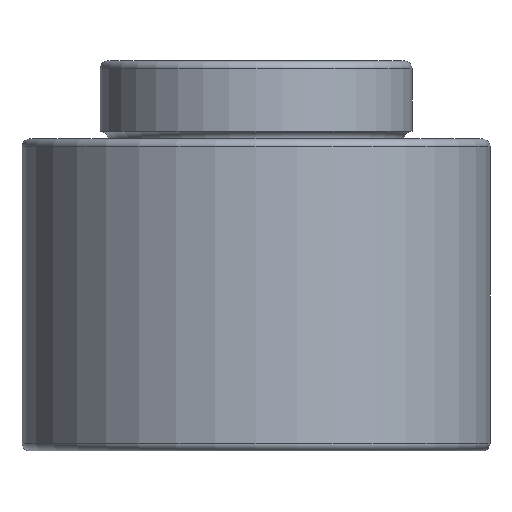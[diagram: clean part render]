
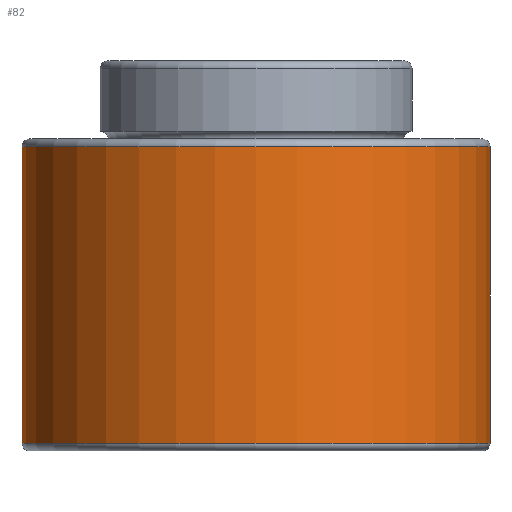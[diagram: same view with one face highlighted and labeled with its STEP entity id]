
A CAD part, front view. The second image highlights one B-rep face of the part: STEP entity #82.
In plain terms, the highlighted cylindrical face has radius 30 mm (diameter 60 mm), a full revolution.
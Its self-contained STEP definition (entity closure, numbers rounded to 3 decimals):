
#82 = ADVANCED_FACE( '', ( #111, #112 ), #113, .T. );
#111 = FACE_OUTER_BOUND( '', #153, .T. );
#112 = FACE_OUTER_BOUND( '', #154, .T. );
#113 = CYLINDRICAL_SURFACE( '', #155, 30. );
#153 = EDGE_LOOP( '', ( #209 ) );
#154 = EDGE_LOOP( '', ( #210 ) );
#155 = AXIS2_PLACEMENT_3D( '', #211, #212, #213 );
#209 = ORIENTED_EDGE( '', *, *, #252, .T. );
#210 = ORIENTED_EDGE( '', *, *, #253, .T. );
#211 = CARTESIAN_POINT( '', ( 0., 0., 40. ) );
#212 = DIRECTION( '', ( 0., 0., 1. ) );
#213 = DIRECTION( '', ( -1., 0., 0. ) );
#252 = EDGE_CURVE( '', #274, #274, #275, .T. );
#253 = EDGE_CURVE( '', #276, #276, #277, .F. );
#274 = VERTEX_POINT( '', #302 );
#275 = CIRCLE( '', #303, 30. );
#276 = VERTEX_POINT( '', #304 );
#277 = CIRCLE( '', #305, 30. );
#302 = CARTESIAN_POINT( '', ( -30., 0., 39. ) );
#303 = AXIS2_PLACEMENT_3D( '', #338, #339, #340 );
#304 = CARTESIAN_POINT( '', ( -30., 0., 1. ) );
#305 = AXIS2_PLACEMENT_3D( '', #341, #342, #343 );
#338 = CARTESIAN_POINT( '', ( 0., 0., 39. ) );
#339 = DIRECTION( '', ( 0., 0., -1. ) );
#340 = DIRECTION( '', ( -1., 0., 0. ) );
#341 = CARTESIAN_POINT( '', ( 0., 0., 1. ) );
#342 = DIRECTION( '', ( 0., 0., -1. ) );
#343 = DIRECTION( '', ( -1., 0., 0. ) );
